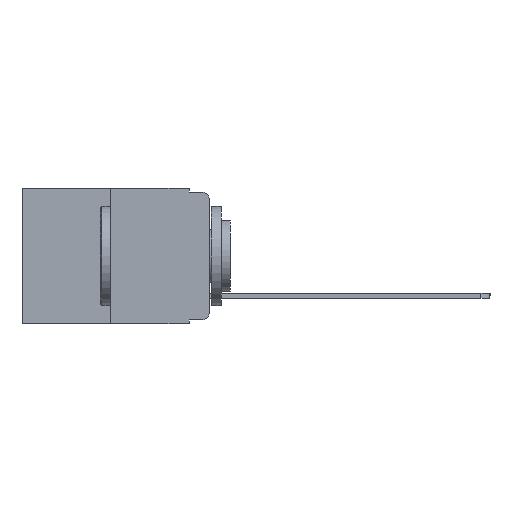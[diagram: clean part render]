
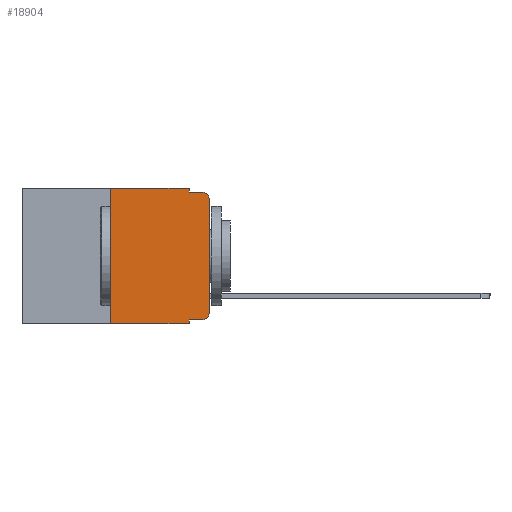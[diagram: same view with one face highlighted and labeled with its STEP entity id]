
A CAD part, left-side view. The second image highlights one B-rep face of the part: STEP entity #18904.
In plain terms, the highlighted planar face has unit normal (-1, 0, 0).
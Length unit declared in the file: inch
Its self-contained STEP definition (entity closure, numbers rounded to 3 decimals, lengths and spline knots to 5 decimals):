
#55 = EDGE_CURVE ( 'NONE', #4598, #8716, #1766, .T. ) ;
#430 = VECTOR ( 'NONE', #1981, 39.37008 ) ;
#458 = EDGE_CURVE ( 'NONE', #13238, #4598, #5546, .T. ) ;
#700 = ORIENTED_EDGE ( 'NONE', *, *, #12991, .T. ) ;
#1181 = EDGE_CURVE ( 'NONE', #1884, #20095, #17799, .T. ) ;
#1198 = CARTESIAN_POINT ( 'NONE',  ( 0., 0.473, -0.343 ) ) ;
#1675 = CARTESIAN_POINT ( 'NONE',  ( 0., 0.051, -0.333 ) ) ;
#1766 = LINE ( 'NONE', #8902, #3906 ) ;
#1884 = VERTEX_POINT ( 'NONE', #4937 ) ;
#1981 = DIRECTION ( 'NONE',  ( 0., 0., 1. ) ) ;
#2220 = DIRECTION ( 'NONE',  ( 0., 0., -1. ) ) ;
#2679 = CARTESIAN_POINT ( 'NONE',  ( 0., 0.051, -0.01 ) ) ;
#2702 = VECTOR ( 'NONE', #6896, 39.37008 ) ;
#2827 = AXIS2_PLACEMENT_3D ( 'NONE', #5298, #6901, #3164 ) ;
#2862 = VECTOR ( 'NONE', #10639, 39.37008 ) ;
#3164 = DIRECTION ( 'NONE',  ( 0., 0., -1. ) ) ;
#3756 = CARTESIAN_POINT ( 'NONE',  ( 0., 0.051, -0.333 ) ) ;
#3906 = VECTOR ( 'NONE', #8678, 39.37008 ) ;
#4023 = CARTESIAN_POINT ( 'NONE',  ( 0., 0.051, 0. ) ) ;
#4332 = CARTESIAN_POINT ( 'NONE',  ( 0., 0.051, 0. ) ) ;
#4598 = VERTEX_POINT ( 'NONE', #2679 ) ;
#4773 = CARTESIAN_POINT ( 'NONE',  ( 0., 0.25, -0.343 ) ) ;
#4937 = CARTESIAN_POINT ( 'NONE',  ( 0., 0., -0.313 ) ) ;
#5246 = ORIENTED_EDGE ( 'NONE', *, *, #55, .F. ) ;
#5298 = CARTESIAN_POINT ( 'NONE',  ( 0., 0.02, -0.03 ) ) ;
#5332 = LINE ( 'NONE', #10418, #2862 ) ;
#5442 = ORIENTED_EDGE ( 'NONE', *, *, #6147, .F. ) ;
#5546 = LINE ( 'NONE', #5661, #7280 ) ;
#5661 = CARTESIAN_POINT ( 'NONE',  ( 0., 0.051, 0. ) ) ;
#5666 = EDGE_LOOP ( 'NONE', ( #9140, #700, #5246, #16460, #5442, #17208, #5831, #9675, #6379, #12326 ) ) ;
#5831 = ORIENTED_EDGE ( 'NONE', *, *, #19620, .T. ) ;
#6147 = EDGE_CURVE ( 'NONE', #8494, #13238, #18778, .T. ) ;
#6249 = CARTESIAN_POINT ( 'NONE',  ( 0., 0.473, 0. ) ) ;
#6379 = ORIENTED_EDGE ( 'NONE', *, *, #6743, .T. ) ;
#6411 = DIRECTION ( 'NONE',  ( 0., -1., 0. ) ) ;
#6743 = EDGE_CURVE ( 'NONE', #8914, #7088, #17159, .T. ) ;
#6896 = DIRECTION ( 'NONE',  ( 0., -1., 0. ) ) ;
#6901 = DIRECTION ( 'NONE',  ( -1., 0., 0. ) ) ;
#6954 = AXIS2_PLACEMENT_3D ( 'NONE', #9484, #17839, #16592 ) ;
#7088 = VERTEX_POINT ( 'NONE', #20089 ) ;
#7167 = CIRCLE ( 'NONE', #2827, 0.02 ) ;
#7280 = VECTOR ( 'NONE', #20917, 39.37008 ) ;
#8016 = CARTESIAN_POINT ( 'NONE',  ( 0., 0.051, -0.343 ) ) ;
#8494 = VERTEX_POINT ( 'NONE', #20635 ) ;
#8678 = DIRECTION ( 'NONE',  ( 0., -1., 0. ) ) ;
#8716 = VERTEX_POINT ( 'NONE', #11589 ) ;
#8902 = CARTESIAN_POINT ( 'NONE',  ( 0., 0.051, -0.01 ) ) ;
#8914 = VERTEX_POINT ( 'NONE', #3756 ) ;
#9140 = ORIENTED_EDGE ( 'NONE', *, *, #1181, .T. ) ;
#9484 = CARTESIAN_POINT ( 'NONE',  ( 0., 0.473, 0. ) ) ;
#9675 = ORIENTED_EDGE ( 'NONE', *, *, #19400, .F. ) ;
#10418 = CARTESIAN_POINT ( 'NONE',  ( 0., 0.25, 0. ) ) ;
#10574 = CIRCLE ( 'NONE', #13480, 0.02 ) ;
#10639 = DIRECTION ( 'NONE',  ( 0., 0., 1. ) ) ;
#10642 = DIRECTION ( 'NONE',  ( -1., 0., 0. ) ) ;
#11158 = VERTEX_POINT ( 'NONE', #4773 ) ;
#11160 = LINE ( 'NONE', #4023, #12368 ) ;
#11507 = VECTOR ( 'NONE', #11660, 39.37008 ) ;
#11589 = CARTESIAN_POINT ( 'NONE',  ( 0., 0.02, -0.01 ) ) ;
#11660 = DIRECTION ( 'NONE',  ( 0., -1., 0. ) ) ;
#12323 = CARTESIAN_POINT ( 'NONE',  ( 0., 0.02, -0.313 ) ) ;
#12326 = ORIENTED_EDGE ( 'NONE', *, *, #20238, .T. ) ;
#12368 = VECTOR ( 'NONE', #2220, 39.37008 ) ;
#12606 = CARTESIAN_POINT ( 'NONE',  ( 0., 0., 0. ) ) ;
#12991 = EDGE_CURVE ( 'NONE', #20095, #8716, #7167, .T. ) ;
#13238 = VERTEX_POINT ( 'NONE', #4332 ) ;
#13480 = AXIS2_PLACEMENT_3D ( 'NONE', #12323, #10642, #13600 ) ;
#13600 = DIRECTION ( 'NONE',  ( 0., 0., -1. ) ) ;
#13635 = EDGE_CURVE ( 'NONE', #11158, #8494, #5332, .T. ) ;
#16406 = VECTOR ( 'NONE', #6411, 39.37008 ) ;
#16460 = ORIENTED_EDGE ( 'NONE', *, *, #458, .F. ) ;
#16481 = PLANE ( 'NONE',  #6954 ) ;
#16592 = DIRECTION ( 'NONE',  ( 0., 0., -1. ) ) ;
#16681 = LINE ( 'NONE', #1198, #16406 ) ;
#17159 = LINE ( 'NONE', #1675, #2702 ) ;
#17208 = ORIENTED_EDGE ( 'NONE', *, *, #13635, .F. ) ;
#17799 = LINE ( 'NONE', #12606, #430 ) ;
#17839 = DIRECTION ( 'NONE',  ( 1., 0., 0. ) ) ;
#18178 = FACE_OUTER_BOUND ( 'NONE', #5666, .T. ) ;
#18778 = LINE ( 'NONE', #6249, #11507 ) ;
#18904 = ADVANCED_FACE ( 'NONE', ( #18178 ), #16481, .F. ) ;
#18957 = VERTEX_POINT ( 'NONE', #8016 ) ;
#19400 = EDGE_CURVE ( 'NONE', #8914, #18957, #11160, .T. ) ;
#19620 = EDGE_CURVE ( 'NONE', #11158, #18957, #16681, .T. ) ;
#20089 = CARTESIAN_POINT ( 'NONE',  ( 0., 0.02, -0.333 ) ) ;
#20095 = VERTEX_POINT ( 'NONE', #20376 ) ;
#20238 = EDGE_CURVE ( 'NONE', #7088, #1884, #10574, .T. ) ;
#20376 = CARTESIAN_POINT ( 'NONE',  ( 0., 0., -0.03 ) ) ;
#20635 = CARTESIAN_POINT ( 'NONE',  ( 0., 0.25, 0. ) ) ;
#20917 = DIRECTION ( 'NONE',  ( 0., 0., -1. ) ) ;
